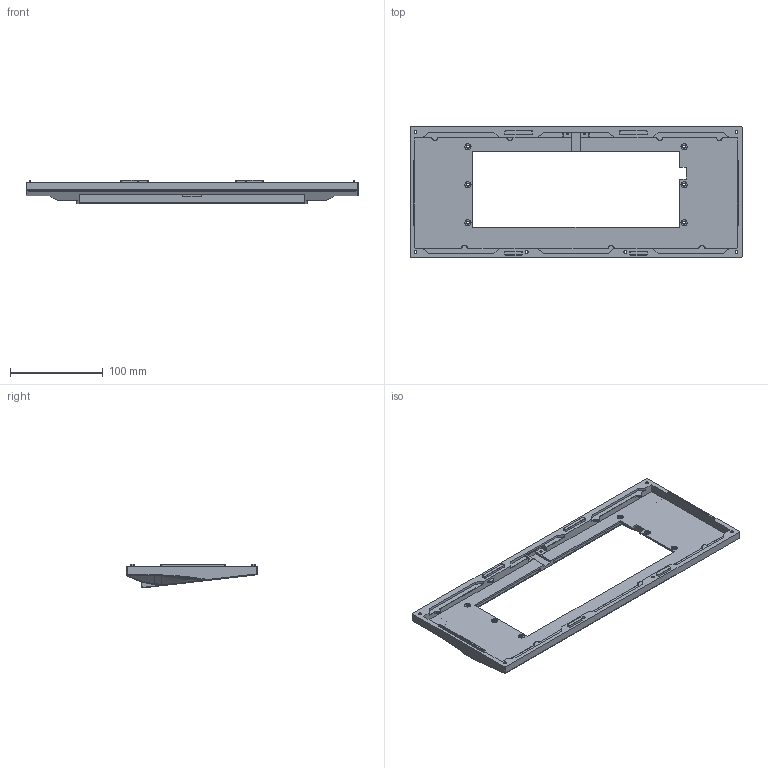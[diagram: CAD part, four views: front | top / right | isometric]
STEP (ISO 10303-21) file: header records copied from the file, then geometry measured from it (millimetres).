
FILE_DESCRIPTION(/* description */ (''),/* implementation_level */ '2;1');
FILE_NAME(/* name */ 'BOTTOMCASE.step',/* time_stamp */ '2022-12-24T16:06:41-05:00',/* author */ (''),/* organization */ (''),/* preprocessor_version */ 'ST-DEVELOPER v19.2',/* originating_system */ 'Autodesk Translation Framework v11.17.0.187',/* authorisation */ '');
FILE_SCHEMA (('AUTOMOTIVE_DESIGN { 1 0 10303 214 3 1 1 }'));
Length unit declared in the file: millimetre
Products named in the file (1): BOTTOMCASE
Bounding box: 358.16 x 141.56 x 25.69 mm (x, y, z)
Volume: 194456.2 mm3; surface area: 94091.7 mm2
Topology: 1 solids, 1 shells, 428 faces, 1062 edges, 662 vertices
Faces by surface type: plane 229, cone 92, cylinder 89, bspline 18
Full cylindrical faces by diameter (mm): 2.2 x2, 3 x15, 5 x6, 6.5 x6, 7 x2
Entity records: 12890 total; most frequent: CARTESIAN_POINT 2621, ORIENTED_EDGE 2124, DIRECTION 2101, EDGE_CURVE 1062, LINE 721, VECTOR 721, AXIS2_PLACEMENT_3D 690, VERTEX_POINT 662
